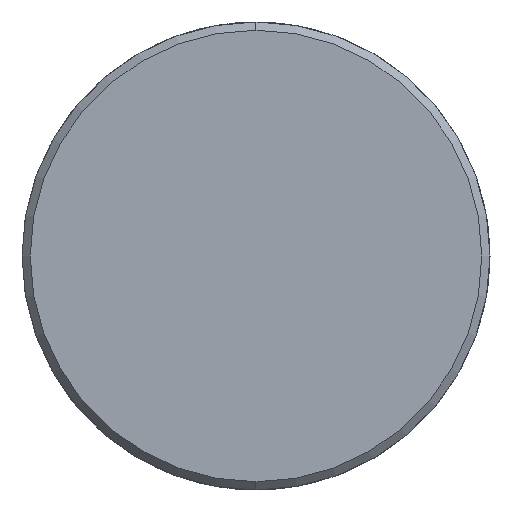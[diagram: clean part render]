
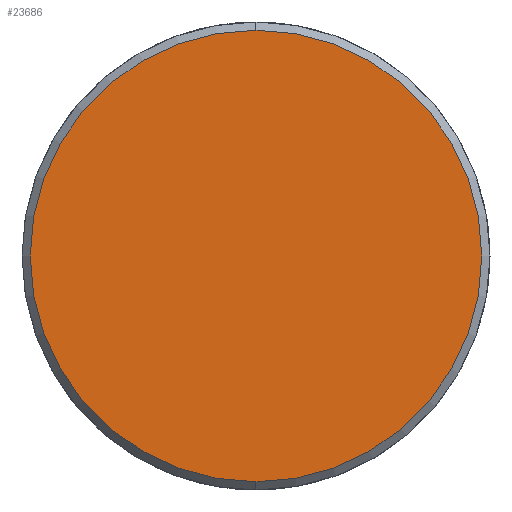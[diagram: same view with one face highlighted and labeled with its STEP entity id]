
A CAD part, left-side view. The second image highlights one B-rep face of the part: STEP entity #23686.
In plain terms, the highlighted planar face has unit normal (-1, 0, 0).
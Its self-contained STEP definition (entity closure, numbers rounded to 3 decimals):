
#23602=CARTESIAN_POINT('',(-53.472,0.,0.));
#23603=DIRECTION('',(-1.,0.,0.));
#23604=DIRECTION('',(0.,0.,-1.));
#23605=AXIS2_PLACEMENT_3D('',#23602,#23603,#23604);
#23654=CARTESIAN_POINT('',(-53.472,0.,0.));
#23655=DIRECTION('',(1.,0.,0.));
#23656=DIRECTION('',(0.,0.,-1.));
#23657=AXIS2_PLACEMENT_3D('',#23654,#23655,#23656);
#23663=CARTESIAN_POINT('',(-53.472,0.,-21.975));
#23664=CARTESIAN_POINT('',(-53.472,0.,21.975));
#23665=VERTEX_POINT('',#23663);
#23666=VERTEX_POINT('',#23664);
#23675=CARTESIAN_POINT('',(-53.472,0.,0.));
#23676=DIRECTION('',(-1.,0.,0.));
#23677=DIRECTION('',(0.,0.,1.));
#23678=AXIS2_PLACEMENT_3D('',#23675,#23676,#23677);
#23679=PLANE('',#23678);
#23681=ORIENTED_EDGE('',*,*,#23680,.F.);
#23683=ORIENTED_EDGE('',*,*,#23682,.T.);
#23684=EDGE_LOOP('',(#23681,#23683));
#23685=FACE_OUTER_BOUND('',#23684,.F.);
#23686=ADVANCED_FACE('',(#23685),#23679,.T.);
#23606=CIRCLE('',#23605,21.975);
#23658=CIRCLE('',#23657,21.975);
#23680=EDGE_CURVE('',#23665,#23666,#23606,.T.);
#23682=EDGE_CURVE('',#23665,#23666,#23658,.T.);
